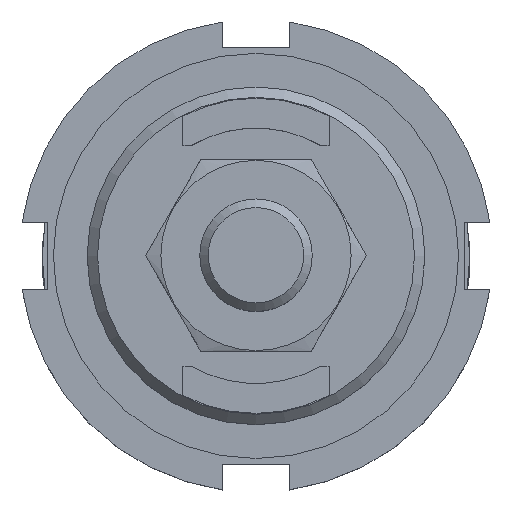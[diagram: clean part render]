
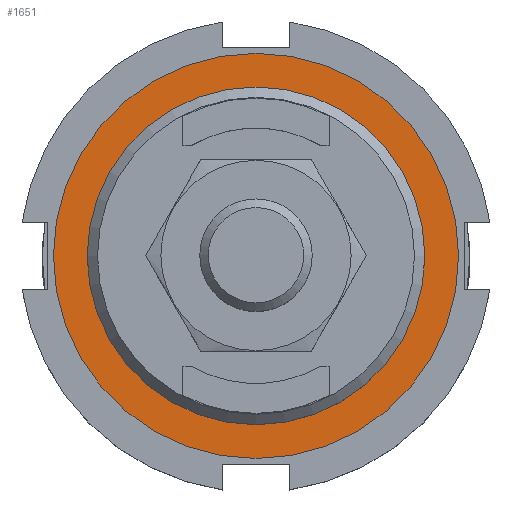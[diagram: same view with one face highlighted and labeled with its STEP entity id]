
A CAD part, top view. The second image highlights one B-rep face of the part: STEP entity #1651.
In plain terms, the highlighted face is planar.
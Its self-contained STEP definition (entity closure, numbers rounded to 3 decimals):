
#324=PLANE('',#1881);
#693=ORIENTED_EDGE('',*,*,#960,.F.);
#694=ORIENTED_EDGE('',*,*,#961,.T.);
#960=EDGE_CURVE('',#1132,#1132,#1226,.T.);
#961=EDGE_CURVE('',#1133,#1133,#1227,.T.);
#1132=VERTEX_POINT('',#2907);
#1133=VERTEX_POINT('',#2909);
#1226=CIRCLE('',#1882,15.);
#1227=CIRCLE('',#1883,18.);
#1360=EDGE_LOOP('',(#693));
#1361=EDGE_LOOP('',(#694));
#1517=FACE_BOUND('',#1360,.T.);
#1518=FACE_BOUND('',#1361,.T.);
#1651=ADVANCED_FACE('',(#1517,#1518),#324,.F.);
#1881=AXIS2_PLACEMENT_3D('',#2905,#2305,#2306);
#1882=AXIS2_PLACEMENT_3D('',#2906,#2307,#2308);
#1883=AXIS2_PLACEMENT_3D('',#2908,#2309,#2310);
#2305=DIRECTION('',(0.,0.,1.));
#2306=DIRECTION('',(1.,0.,0.));
#2307=DIRECTION('',(0.,0.,-1.));
#2308=DIRECTION('',(-1.,0.,0.));
#2309=DIRECTION('',(0.,0.,-1.));
#2310=DIRECTION('',(-1.,0.,0.));
#2905=CARTESIAN_POINT('',(0.,21.,-4.));
#2906=CARTESIAN_POINT('',(0.,0.,-4.));
#2907=CARTESIAN_POINT('',(-15.,0.,-4.));
#2908=CARTESIAN_POINT('',(0.,0.,-4.));
#2909=CARTESIAN_POINT('',(-18.,0.,-4.));
